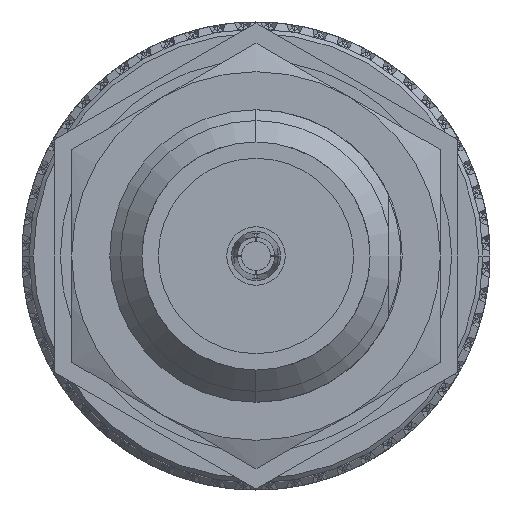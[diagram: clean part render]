
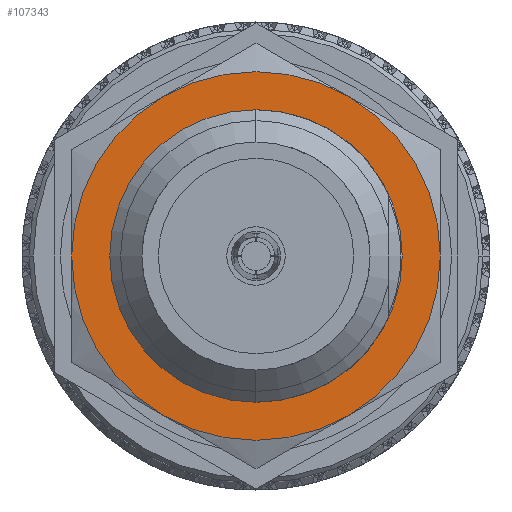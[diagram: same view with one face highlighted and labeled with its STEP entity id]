
A CAD part, left-side view. The second image highlights one B-rep face of the part: STEP entity #107343.
In plain terms, the highlighted planar face has unit normal (-1, 0, 0).
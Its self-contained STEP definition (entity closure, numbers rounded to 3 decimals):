
#646 = CIRCLE ( 'NONE', #84584, 6.35 ) ;
#1922 = DIRECTION ( 'NONE',  ( -1., 0., 0. ) ) ;
#2447 = EDGE_CURVE ( 'NONE', #9406, #39657, #38718, .T. ) ;
#3197 = VERTEX_POINT ( 'NONE', #95983 ) ;
#4127 = CIRCLE ( 'NONE', #66692, 8.001 ) ;
#5234 = AXIS2_PLACEMENT_3D ( 'NONE', #20053, #28483, #105099 ) ;
#6149 = AXIS2_PLACEMENT_3D ( 'NONE', #94343, #68072, #59718 ) ;
#7189 = DIRECTION ( 'NONE',  ( 0., 0., 1. ) ) ;
#8671 = DIRECTION ( 'NONE',  ( -1., 0., 0. ) ) ;
#8794 = CARTESIAN_POINT ( 'NONE',  ( 0.737, 0., 6.35 ) ) ;
#8976 = ORIENTED_EDGE ( 'NONE', *, *, #69864, .T. ) ;
#9406 = VERTEX_POINT ( 'NONE', #99152 ) ;
#10594 = EDGE_CURVE ( 'NONE', #39657, #9406, #646, .T. ) ;
#11407 = DIRECTION ( 'NONE',  ( 0., 0., 1. ) ) ;
#12744 = EDGE_CURVE ( 'NONE', #74807, #57070, #54434, .T. ) ;
#14875 = VERTEX_POINT ( 'NONE', #79330 ) ;
#18222 = ORIENTED_EDGE ( 'NONE', *, *, #43721, .T. ) ;
#20053 = CARTESIAN_POINT ( 'NONE',  ( 0.737, 0., 0. ) ) ;
#26305 = ORIENTED_EDGE ( 'NONE', *, *, #63451, .T. ) ;
#28483 = DIRECTION ( 'NONE',  ( 1., 0., 0. ) ) ;
#30152 = DIRECTION ( 'NONE',  ( 0., 0., 1. ) ) ;
#30696 = DIRECTION ( 'NONE',  ( -1., 0., 0. ) ) ;
#37127 = CARTESIAN_POINT ( 'NONE',  ( 0.737, -6.929, 4.001 ) ) ;
#38718 = CIRCLE ( 'NONE', #67350, 6.35 ) ;
#39070 = ORIENTED_EDGE ( 'NONE', *, *, #12744, .T. ) ;
#39657 = VERTEX_POINT ( 'NONE', #8794 ) ;
#43142 = CARTESIAN_POINT ( 'NONE',  ( 0.737, 6.929, -4.001 ) ) ;
#43715 = DIRECTION ( 'NONE',  ( -1., 0., 0. ) ) ;
#43721 = EDGE_CURVE ( 'NONE', #3197, #76096, #4127, .T. ) ;
#43986 = CARTESIAN_POINT ( 'NONE',  ( 0.737, 6.929, 4.001 ) ) ;
#45011 = CARTESIAN_POINT ( 'NONE',  ( 0.737, 0., 0. ) ) ;
#50603 = ORIENTED_EDGE ( 'NONE', *, *, #10594, .F. ) ;
#50967 = ORIENTED_EDGE ( 'NONE', *, *, #2447, .F. ) ;
#52332 = DIRECTION ( 'NONE',  ( 0., 0., 1. ) ) ;
#54434 = CIRCLE ( 'NONE', #6149, 8.001 ) ;
#55192 = CARTESIAN_POINT ( 'NONE',  ( 0.737, 0., 8.001 ) ) ;
#56253 = CARTESIAN_POINT ( 'NONE',  ( 0.737, 0., 0. ) ) ;
#56437 = FACE_OUTER_BOUND ( 'NONE', #109907, .T. ) ;
#57070 = VERTEX_POINT ( 'NONE', #43142 ) ;
#57435 = EDGE_LOOP ( 'NONE', ( #50603, #50967 ) ) ;
#58643 = AXIS2_PLACEMENT_3D ( 'NONE', #78032, #8671, #52332 ) ;
#59718 = DIRECTION ( 'NONE',  ( 0., 0., 1. ) ) ;
#62640 = FACE_BOUND ( 'NONE', #57435, .T. ) ;
#63451 = EDGE_CURVE ( 'NONE', #75801, #74807, #97620, .T. ) ;
#63894 = ORIENTED_EDGE ( 'NONE', *, *, #103273, .T. ) ;
#63985 = AXIS2_PLACEMENT_3D ( 'NONE', #109532, #74892, #7189 ) ;
#65704 = EDGE_CURVE ( 'NONE', #76096, #75801, #87034, .T. ) ;
#66692 = AXIS2_PLACEMENT_3D ( 'NONE', #88417, #43715, #78927 ) ;
#67350 = AXIS2_PLACEMENT_3D ( 'NONE', #56253, #99243, #105990 ) ;
#68072 = DIRECTION ( 'NONE',  ( -1., 0., 0. ) ) ;
#69864 = EDGE_CURVE ( 'NONE', #14875, #3197, #90686, .T. ) ;
#72080 = PLANE ( 'NONE',  #5234 ) ;
#74807 = VERTEX_POINT ( 'NONE', #43986 ) ;
#74892 = DIRECTION ( 'NONE',  ( -1., 0., 0. ) ) ;
#75801 = VERTEX_POINT ( 'NONE', #55192 ) ;
#76096 = VERTEX_POINT ( 'NONE', #37127 ) ;
#77461 = DIRECTION ( 'NONE',  ( 0., 0., 1. ) ) ;
#78032 = CARTESIAN_POINT ( 'NONE',  ( 0.737, 0., 0. ) ) ;
#78927 = DIRECTION ( 'NONE',  ( 0., 0., 1. ) ) ;
#79330 = CARTESIAN_POINT ( 'NONE',  ( 0.737, 0., -8.001 ) ) ;
#79950 = CARTESIAN_POINT ( 'NONE',  ( 0.737, 0., 0. ) ) ;
#81372 = ORIENTED_EDGE ( 'NONE', *, *, #65704, .T. ) ;
#84584 = AXIS2_PLACEMENT_3D ( 'NONE', #87525, #1922, #11407 ) ;
#86420 = DIRECTION ( 'NONE',  ( -1., 0., 0. ) ) ;
#87034 = CIRCLE ( 'NONE', #110148, 8.001 ) ;
#87525 = CARTESIAN_POINT ( 'NONE',  ( 0.737, 0., 0. ) ) ;
#88417 = CARTESIAN_POINT ( 'NONE',  ( 0.737, 0., 0. ) ) ;
#90686 = CIRCLE ( 'NONE', #58643, 8.001 ) ;
#94343 = CARTESIAN_POINT ( 'NONE',  ( 0.737, 0., 0. ) ) ;
#95983 = CARTESIAN_POINT ( 'NONE',  ( 0.737, -6.929, -4.001 ) ) ;
#96212 = AXIS2_PLACEMENT_3D ( 'NONE', #79950, #30696, #30152 ) ;
#97620 = CIRCLE ( 'NONE', #63985, 8.001 ) ;
#99152 = CARTESIAN_POINT ( 'NONE',  ( 0.737, 0., -6.35 ) ) ;
#99243 = DIRECTION ( 'NONE',  ( -1., 0., 0. ) ) ;
#103273 = EDGE_CURVE ( 'NONE', #57070, #14875, #108717, .T. ) ;
#105099 = DIRECTION ( 'NONE',  ( 0., 0., -1. ) ) ;
#105990 = DIRECTION ( 'NONE',  ( 0., 0., 1. ) ) ;
#107343 = ADVANCED_FACE ( 'NONE', ( #62640, #56437 ), #72080, .F. ) ;
#108717 = CIRCLE ( 'NONE', #96212, 8.001 ) ;
#109532 = CARTESIAN_POINT ( 'NONE',  ( 0.737, 0., 0. ) ) ;
#109907 = EDGE_LOOP ( 'NONE', ( #63894, #8976, #18222, #81372, #26305, #39070 ) ) ;
#110148 = AXIS2_PLACEMENT_3D ( 'NONE', #45011, #86420, #77461 ) ;
